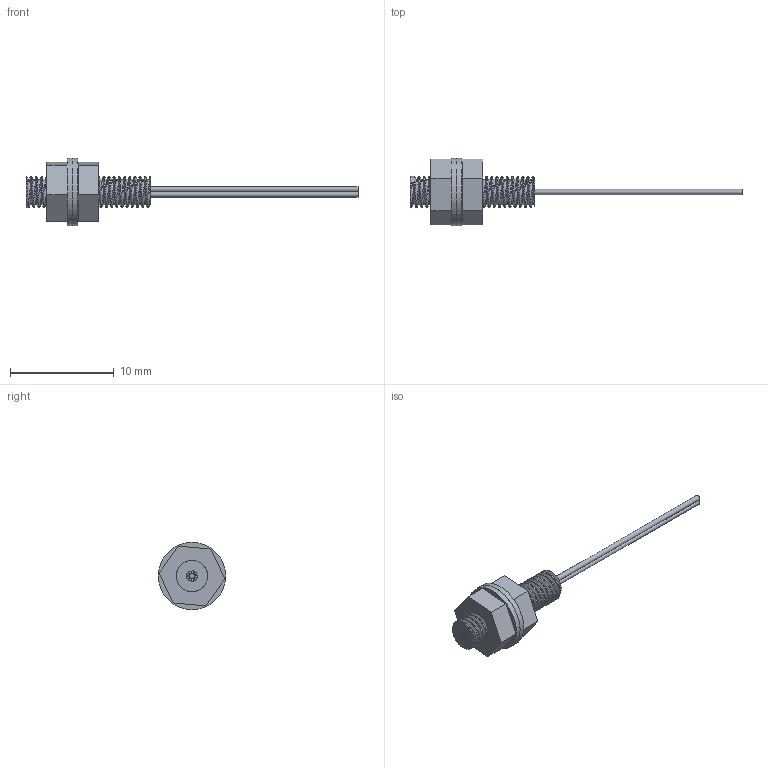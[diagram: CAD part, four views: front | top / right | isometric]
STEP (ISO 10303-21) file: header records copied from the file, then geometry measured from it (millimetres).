
FILE_DESCRIPTION(/* description */ (''),/* implementation_level */ '2;1');
FILE_NAME(/* name */ 'EX-D31TZ.stp',/* time_stamp */ '2023-04-10T09:54:10+08:00',/* author */ (''),/* organization */ (''),/* preprocessor_version */ 'ST-DEVELOPER v16.7',/* originating_system */ 'SIEMENS PLM Software NX 12.0',/* authorisation */ '');
FILE_SCHEMA (('AUTOMOTIVE_DESIGN { 1 0 10303 214 3 1 1 1 }'));
Length unit declared in the file: millimetre
Products named in the file (1): EX-D31TZ
Bounding box: 32 x 6.5 x 6.5 mm (x, y, z)
Volume: 186.8 mm3; surface area: 412.8 mm2
Topology: 1 solids, 1 shells, 63 faces, 129 edges, 86 vertices
Faces by surface type: plane 33, cylinder 22, bspline 8
Full cylindrical faces by diameter (mm): 0.25 x9, 0.5 x1, 6.5 x2
Entity records: 11344 total; most frequent: CARTESIAN_POINT 10071, DIRECTION 239, ORIENTED_EDGE 234, EDGE_CURVE 117, AXIS2_PLACEMENT_3D 99, EDGE_LOOP 93, VERTEX_POINT 86, ADVANCED_FACE 63
